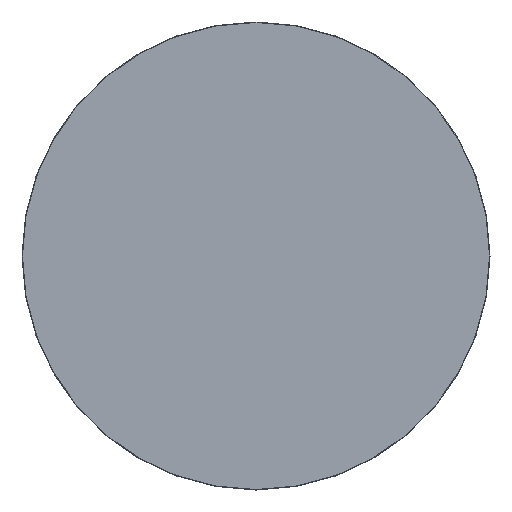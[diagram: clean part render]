
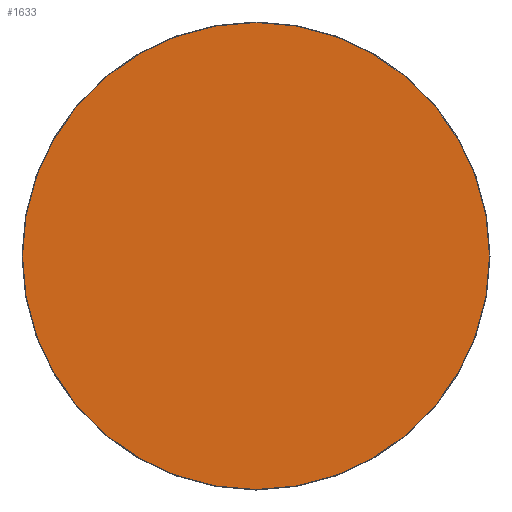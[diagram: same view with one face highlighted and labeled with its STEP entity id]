
A CAD part, left-side view. The second image highlights one B-rep face of the part: STEP entity #1633.
In plain terms, the highlighted planar face has unit normal (-1, 0, 0).
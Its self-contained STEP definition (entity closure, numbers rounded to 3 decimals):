
#29 = AXIS2_PLACEMENT_3D ( 'NONE', #814, #672, #194 ) ;
#166 = CARTESIAN_POINT ( 'NONE',  ( 0., 0., -149.7 ) ) ;
#194 = DIRECTION ( 'NONE',  ( 0., 0., 1. ) ) ;
#293 = CARTESIAN_POINT ( 'NONE',  ( 0., 0., 149.7 ) ) ;
#353 = AXIS2_PLACEMENT_3D ( 'NONE', #835, #537, #1757 ) ;
#507 = DIRECTION ( 'NONE',  ( 0., 0., -1. ) ) ;
#537 = DIRECTION ( 'NONE',  ( -1., 0., 0. ) ) ;
#620 = PLANE ( 'NONE',  #1199 ) ;
#632 = CARTESIAN_POINT ( 'NONE',  ( 0., 0., 0. ) ) ;
#656 = FACE_OUTER_BOUND ( 'NONE', #660, .T. ) ;
#660 = EDGE_LOOP ( 'NONE', ( #865, #1349 ) ) ;
#672 = DIRECTION ( 'NONE',  ( -1., 0., 0. ) ) ;
#705 = VERTEX_POINT ( 'NONE', #166 ) ;
#813 = DIRECTION ( 'NONE',  ( 1., 0., 0. ) ) ;
#814 = CARTESIAN_POINT ( 'NONE',  ( 0., 0., 0. ) ) ;
#835 = CARTESIAN_POINT ( 'NONE',  ( 0., 0., 0. ) ) ;
#865 = ORIENTED_EDGE ( 'NONE', *, *, #1374, .T. ) ;
#1139 = VERTEX_POINT ( 'NONE', #293 ) ;
#1182 = CIRCLE ( 'NONE', #353, 149.7 ) ;
#1199 = AXIS2_PLACEMENT_3D ( 'NONE', #632, #813, #507 ) ;
#1349 = ORIENTED_EDGE ( 'NONE', *, *, #1751, .T. ) ;
#1374 = EDGE_CURVE ( 'NONE', #705, #1139, #1572, .T. ) ;
#1572 = CIRCLE ( 'NONE', #29, 149.7 ) ;
#1633 = ADVANCED_FACE ( 'NONE', ( #656 ), #620, .F. ) ;
#1751 = EDGE_CURVE ( 'NONE', #1139, #705, #1182, .T. ) ;
#1757 = DIRECTION ( 'NONE',  ( 0., 0., 1. ) ) ;
